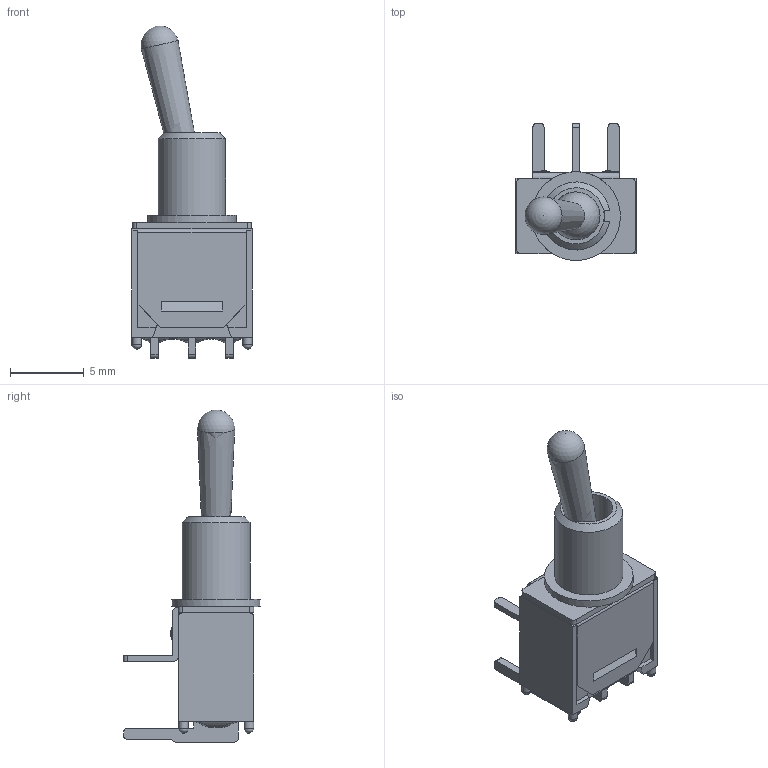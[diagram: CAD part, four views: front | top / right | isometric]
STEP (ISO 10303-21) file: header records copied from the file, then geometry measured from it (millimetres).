
FILE_DESCRIPTION((' '),'2;1');
FILE_NAME('200MSPxT3B4M6xE.stp','2017-07-31T14:03:56',(' '),(' '),' ','ACIS',' ');
FILE_SCHEMA(('CONFIG_CONTROL_DESIGN'));
Length unit declared in the file: inch
Products named in the file (1): 200MSPxT3B4M6xE.stp
Bounding box: 8.13 x 9.24 x 22.44 mm (x, y, z)
Volume: 313.7 mm3; surface area: 844.8 mm2
Topology: 1 solids, 2 shells, 186 faces, 510 edges, 326 vertices
Faces by surface type: plane 125, cylinder 41, bspline 10, sphere 6, cone 4
Full cylindrical faces by diameter (mm): 0.65 x4, 3.25 x1, 6 x1
Entity records: 6228 total; most frequent: CARTESIAN_POINT 1589, ORIENTED_EDGE 960, DIRECTION 899, EDGE_CURVE 480, VECTOR 335, LINE 335, VERTEX_POINT 314, AXIS2_PLACEMENT_3D 282
